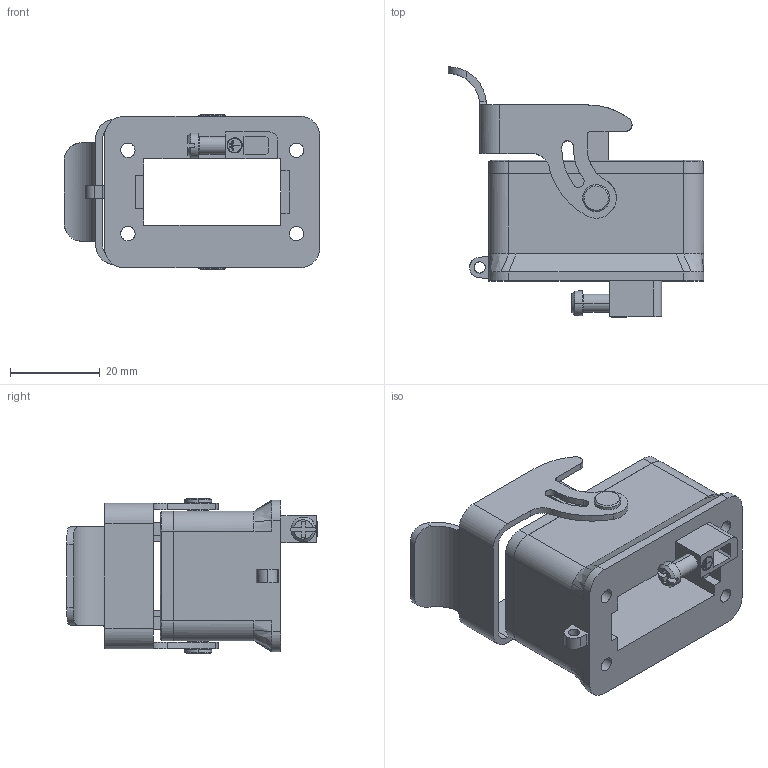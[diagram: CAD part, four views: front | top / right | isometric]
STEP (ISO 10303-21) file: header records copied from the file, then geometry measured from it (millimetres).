
FILE_DESCRIPTION (( 'STEP AP203' ), '1' );
FILE_NAME ('H1M-BK-1L_S.STP', '2017-09-26T01:29:41', ( '微软用户' ), ( '微软中国' ), 'SwSTEP 2.0', 'SolidWorks 2012', '' );
FILE_SCHEMA (( 'CONFIG_CONTROL_DESIGN' ));
Length unit declared in the file: millimetre
Products named in the file (1): H1M-BK-1L_S
Bounding box: 57 x 55.85 x 34.8 mm (x, y, z)
Volume: 21045.5 mm3; surface area: 14779.4 mm2
Topology: 1 solids, 1 shells, 280 faces, 771 edges, 510 vertices
Faces by surface type: plane 140, cylinder 105, bspline 28, cone 7
Entity records: 12739 total; most frequent: CARTESIAN_POINT 6125, ORIENTED_EDGE 1542, DIRECTION 1039, EDGE_CURVE 771, VERTEX_POINT 510, VECTOR 435, LINE 435, EDGE_LOOP 315
